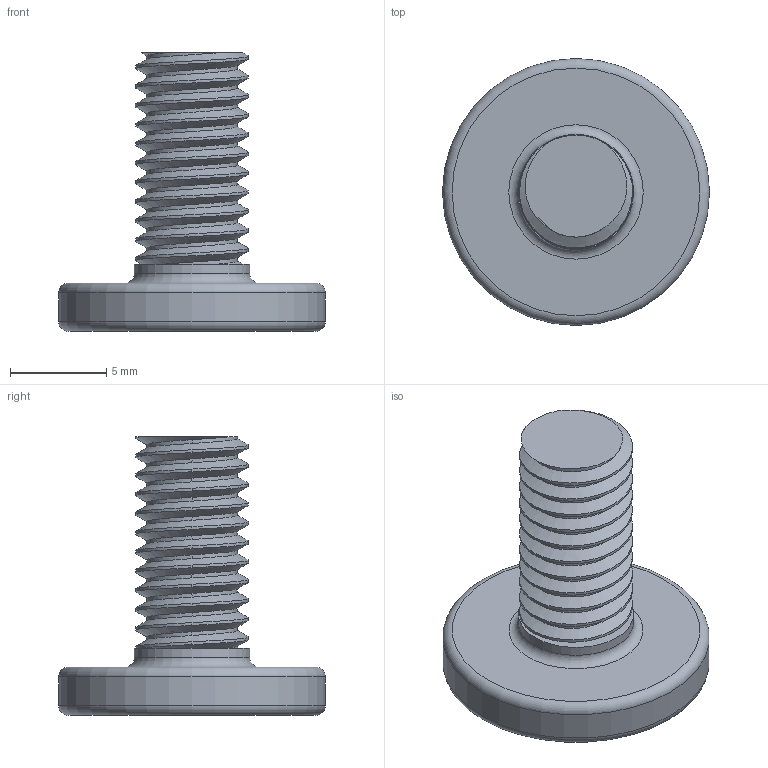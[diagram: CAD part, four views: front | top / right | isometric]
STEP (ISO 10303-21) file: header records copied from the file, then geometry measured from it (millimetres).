
FILE_DESCRIPTION(/* description */ (''),/* implementation_level */ '2;1');
FILE_NAME(/* name */ 'Axle Male.step',/* time_stamp */ '2021-03-18T14:32:45-04:00',/* author */ (''),/* organization */ (''),/* preprocessor_version */ 'ST-DEVELOPER v18.1',/* originating_system */ 'Autodesk Translation Framework v9.10.0.1330',/* authorisation */ '');
FILE_SCHEMA (('AUTOMOTIVE_DESIGN { 1 0 10303 214 3 1 1 }'));
Length unit declared in the file: millimetre
Products named in the file (1): Axle Male
Bounding box: 13.9 x 13.9 x 14.5 mm (x, y, z)
Volume: 608.7 mm3; surface area: 747.5 mm2
Topology: 1 solids, 1 shells, 48 faces, 122 edges, 79 vertices
Faces by surface type: cylinder 32, plane 11, torus 3, bspline 2
Full cylindrical faces by diameter (mm): 4.744 x3, 5.884 x6, 6 x1, 13.9 x1
Entity records: 3013 total; most frequent: CARTESIAN_POINT 1901, ORIENTED_EDGE 244, DIRECTION 186, EDGE_CURVE 122, VERTEX_POINT 79, AXIS2_PLACEMENT_3D 69, B_SPLINE_CURVE_WITH_KNOTS 52, EDGE_LOOP 51
